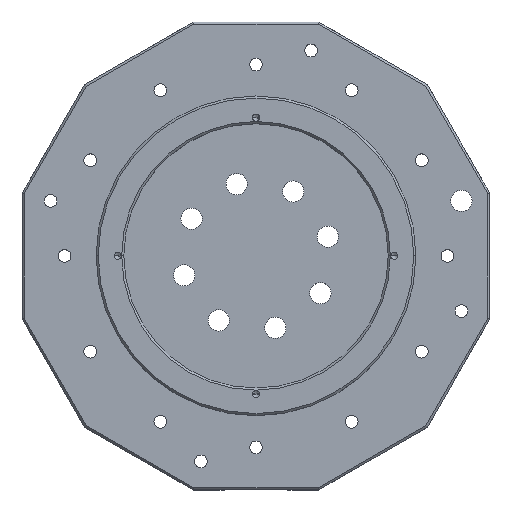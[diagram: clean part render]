
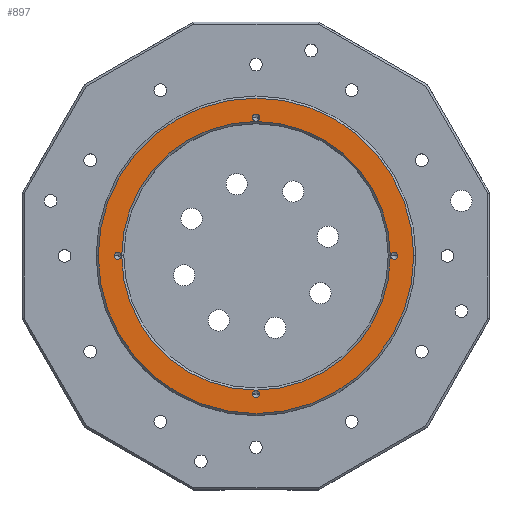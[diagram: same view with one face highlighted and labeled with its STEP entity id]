
A CAD part, top view. The second image highlights one B-rep face of the part: STEP entity #897.
In plain terms, the highlighted planar face has unit normal (0, 0, 1).
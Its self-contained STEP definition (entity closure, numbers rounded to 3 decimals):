
#186 = ORIENTED_EDGE ( 'NONE', *, *, #9299, .F. ) ;
#299 = DIRECTION ( 'NONE',  ( 0., 0., 1. ) ) ;
#335 = ORIENTED_EDGE ( 'NONE', *, *, #2374, .T. ) ;
#357 = CARTESIAN_POINT ( 'NONE',  ( 65., 0., -114.225 ) ) ;
#402 = CARTESIAN_POINT ( 'NONE',  ( 0., -65., -114.225 ) ) ;
#430 = FACE_OUTER_BOUND ( 'NONE', #9442, .T. ) ;
#491 = CARTESIAN_POINT ( 'NONE',  ( 0., 0., -114.225 ) ) ;
#538 = CIRCLE ( 'NONE', #7629, 1.666 ) ;
#561 = FACE_BOUND ( 'NONE', #11704, .T. ) ;
#897 = ADVANCED_FACE ( 'NONE', ( #9303, #430, #5439, #11277, #561, #2582 ), #2327, .T. ) ;
#1005 = EDGE_CURVE ( 'NONE', #2376, #7066, #11958, .T. ) ;
#1131 = CARTESIAN_POINT ( 'NONE',  ( -74.15, 0., -114.225 ) ) ;
#1482 = DIRECTION ( 'NONE',  ( 0., 0., 1. ) ) ;
#1507 = CARTESIAN_POINT ( 'NONE',  ( -63.15, 0., -114.225 ) ) ;
#1529 = CIRCLE ( 'NONE', #10249, 1.666 ) ;
#1706 = ORIENTED_EDGE ( 'NONE', *, *, #4616, .F. ) ;
#1724 = CIRCLE ( 'NONE', #8799, 1.666 ) ;
#1863 = CARTESIAN_POINT ( 'NONE',  ( 1.666, -65., -114.225 ) ) ;
#1945 = CARTESIAN_POINT ( 'NONE',  ( -65., 0., -114.225 ) ) ;
#2170 = AXIS2_PLACEMENT_3D ( 'NONE', #11574, #5867, #3069 ) ;
#2228 = CARTESIAN_POINT ( 'NONE',  ( 0., -65., -114.225 ) ) ;
#2242 = EDGE_CURVE ( 'NONE', #11868, #10336, #4493, .T. ) ;
#2327 = PLANE ( 'NONE',  #8920 ) ;
#2362 = DIRECTION ( 'NONE',  ( 1., 0., 0. ) ) ;
#2374 = EDGE_CURVE ( 'NONE', #11360, #7183, #9768, .T. ) ;
#2376 = VERTEX_POINT ( 'NONE', #9932 ) ;
#2445 = ORIENTED_EDGE ( 'NONE', *, *, #10774, .T. ) ;
#2447 = DIRECTION ( 'NONE',  ( 0., 0., 1. ) ) ;
#2540 = AXIS2_PLACEMENT_3D ( 'NONE', #6087, #8933, #9960 ) ;
#2582 = FACE_BOUND ( 'NONE', #11940, .T. ) ;
#2678 = DIRECTION ( 'NONE',  ( 0., 0., 1. ) ) ;
#2708 = DIRECTION ( 'NONE',  ( 0., 0., 1. ) ) ;
#3017 = EDGE_CURVE ( 'NONE', #9277, #11722, #9382, .T. ) ;
#3069 = DIRECTION ( 'NONE',  ( 1., 0., 0. ) ) ;
#3113 = CIRCLE ( 'NONE', #8983, 1.666 ) ;
#3122 = CARTESIAN_POINT ( 'NONE',  ( 74.15, 0., -114.225 ) ) ;
#3141 = AXIS2_PLACEMENT_3D ( 'NONE', #5663, #2678, #6485 ) ;
#3330 = CARTESIAN_POINT ( 'NONE',  ( -65., 0., -114.225 ) ) ;
#3363 = EDGE_CURVE ( 'NONE', #7481, #11605, #3113, .T. ) ;
#3473 = ORIENTED_EDGE ( 'NONE', *, *, #10129, .F. ) ;
#3658 = EDGE_LOOP ( 'NONE', ( #186, #10306 ) ) ;
#3683 = ORIENTED_EDGE ( 'NONE', *, *, #10521, .F. ) ;
#4493 = CIRCLE ( 'NONE', #5520, 74.15 ) ;
#4616 = EDGE_CURVE ( 'NONE', #11605, #7481, #11223, .T. ) ;
#5197 = VERTEX_POINT ( 'NONE', #7743 ) ;
#5309 = EDGE_CURVE ( 'NONE', #10336, #11868, #7605, .T. ) ;
#5371 = CIRCLE ( 'NONE', #3141, 1.666 ) ;
#5439 = FACE_BOUND ( 'NONE', #3658, .T. ) ;
#5502 = DIRECTION ( 'NONE',  ( 1., 0., 0. ) ) ;
#5520 = AXIS2_PLACEMENT_3D ( 'NONE', #10698, #2708, #11583 ) ;
#5663 = CARTESIAN_POINT ( 'NONE',  ( 0., 65., -114.225 ) ) ;
#5749 = AXIS2_PLACEMENT_3D ( 'NONE', #357, #1482, #7129 ) ;
#5813 = DIRECTION ( 'NONE',  ( 1., 0., 0. ) ) ;
#5867 = DIRECTION ( 'NONE',  ( 0., 0., -1. ) ) ;
#5889 = AXIS2_PLACEMENT_3D ( 'NONE', #1945, #6696, #5813 ) ;
#6036 = DIRECTION ( 'NONE',  ( 0., 0., 1. ) ) ;
#6062 = CARTESIAN_POINT ( 'NONE',  ( 0., 0., -114.225 ) ) ;
#6087 = CARTESIAN_POINT ( 'NONE',  ( 0., 0., -114.225 ) ) ;
#6255 = CARTESIAN_POINT ( 'NONE',  ( 0., 65., -114.225 ) ) ;
#6418 = EDGE_LOOP ( 'NONE', ( #8319, #1706 ) ) ;
#6485 = DIRECTION ( 'NONE',  ( 1., 0., 0. ) ) ;
#6696 = DIRECTION ( 'NONE',  ( 0., 0., 1. ) ) ;
#6948 = DIRECTION ( 'NONE',  ( 1., 0., 0. ) ) ;
#7066 = VERTEX_POINT ( 'NONE', #8047 ) ;
#7129 = DIRECTION ( 'NONE',  ( 1., 0., 0. ) ) ;
#7130 = CARTESIAN_POINT ( 'NONE',  ( 63.334, 0., -114.225 ) ) ;
#7136 = DIRECTION ( 'NONE',  ( 1., 0., 0. ) ) ;
#7163 = DIRECTION ( 'NONE',  ( 0., 0., 1. ) ) ;
#7183 = VERTEX_POINT ( 'NONE', #1507 ) ;
#7481 = VERTEX_POINT ( 'NONE', #12133 ) ;
#7605 = CIRCLE ( 'NONE', #2540, 74.15 ) ;
#7629 = AXIS2_PLACEMENT_3D ( 'NONE', #6255, #2447, #8218 ) ;
#7743 = CARTESIAN_POINT ( 'NONE',  ( -1.666, 65., -114.225 ) ) ;
#7850 = CARTESIAN_POINT ( 'NONE',  ( -1.666, -65., -114.225 ) ) ;
#7973 = AXIS2_PLACEMENT_3D ( 'NONE', #402, #8126, #2362 ) ;
#8047 = CARTESIAN_POINT ( 'NONE',  ( -63.334, 0., -114.225 ) ) ;
#8126 = DIRECTION ( 'NONE',  ( 0., 0., 1. ) ) ;
#8218 = DIRECTION ( 'NONE',  ( 1., 0., 0. ) ) ;
#8319 = ORIENTED_EDGE ( 'NONE', *, *, #3363, .F. ) ;
#8469 = ORIENTED_EDGE ( 'NONE', *, *, #9896, .F. ) ;
#8799 = AXIS2_PLACEMENT_3D ( 'NONE', #3330, #299, #7136 ) ;
#8841 = ORIENTED_EDGE ( 'NONE', *, *, #5309, .T. ) ;
#8910 = ORIENTED_EDGE ( 'NONE', *, *, #3017, .F. ) ;
#8920 = AXIS2_PLACEMENT_3D ( 'NONE', #491, #10074, #9107 ) ;
#8933 = DIRECTION ( 'NONE',  ( 0., 0., 1. ) ) ;
#8983 = AXIS2_PLACEMENT_3D ( 'NONE', #10269, #7163, #5502 ) ;
#9107 = DIRECTION ( 'NONE',  ( 1., 0., 0. ) ) ;
#9277 = VERTEX_POINT ( 'NONE', #7850 ) ;
#9299 = EDGE_CURVE ( 'NONE', #7066, #2376, #1724, .T. ) ;
#9303 = FACE_BOUND ( 'NONE', #10864, .T. ) ;
#9382 = CIRCLE ( 'NONE', #7973, 1.666 ) ;
#9442 = EDGE_LOOP ( 'NONE', ( #8841, #11124 ) ) ;
#9455 = CIRCLE ( 'NONE', #2170, 63.15 ) ;
#9768 = CIRCLE ( 'NONE', #10389, 63.15 ) ;
#9896 = EDGE_CURVE ( 'NONE', #12463, #5197, #5371, .T. ) ;
#9902 = CARTESIAN_POINT ( 'NONE',  ( 1.666, 65., -114.225 ) ) ;
#9909 = CARTESIAN_POINT ( 'NONE',  ( 63.15, 0., -114.225 ) ) ;
#9932 = CARTESIAN_POINT ( 'NONE',  ( -66.666, 0., -114.225 ) ) ;
#9960 = DIRECTION ( 'NONE',  ( 1., 0., 0. ) ) ;
#10074 = DIRECTION ( 'NONE',  ( 0., 0., 1. ) ) ;
#10095 = DIRECTION ( 'NONE',  ( 1., 0., 0. ) ) ;
#10129 = EDGE_CURVE ( 'NONE', #11722, #9277, #1529, .T. ) ;
#10249 = AXIS2_PLACEMENT_3D ( 'NONE', #2228, #6036, #10095 ) ;
#10269 = CARTESIAN_POINT ( 'NONE',  ( 65., 0., -114.225 ) ) ;
#10306 = ORIENTED_EDGE ( 'NONE', *, *, #1005, .F. ) ;
#10336 = VERTEX_POINT ( 'NONE', #1131 ) ;
#10389 = AXIS2_PLACEMENT_3D ( 'NONE', #6062, #10818, #6948 ) ;
#10521 = EDGE_CURVE ( 'NONE', #5197, #12463, #538, .T. ) ;
#10698 = CARTESIAN_POINT ( 'NONE',  ( 0., 0., -114.225 ) ) ;
#10774 = EDGE_CURVE ( 'NONE', #7183, #11360, #9455, .T. ) ;
#10818 = DIRECTION ( 'NONE',  ( 0., 0., -1. ) ) ;
#10864 = EDGE_LOOP ( 'NONE', ( #335, #2445 ) ) ;
#11124 = ORIENTED_EDGE ( 'NONE', *, *, #2242, .T. ) ;
#11223 = CIRCLE ( 'NONE', #5749, 1.666 ) ;
#11277 = FACE_BOUND ( 'NONE', #6418, .T. ) ;
#11360 = VERTEX_POINT ( 'NONE', #9909 ) ;
#11574 = CARTESIAN_POINT ( 'NONE',  ( 0., 0., -114.225 ) ) ;
#11583 = DIRECTION ( 'NONE',  ( 1., 0., 0. ) ) ;
#11605 = VERTEX_POINT ( 'NONE', #7130 ) ;
#11704 = EDGE_LOOP ( 'NONE', ( #8469, #3683 ) ) ;
#11722 = VERTEX_POINT ( 'NONE', #1863 ) ;
#11868 = VERTEX_POINT ( 'NONE', #3122 ) ;
#11940 = EDGE_LOOP ( 'NONE', ( #3473, #8910 ) ) ;
#11958 = CIRCLE ( 'NONE', #5889, 1.666 ) ;
#12133 = CARTESIAN_POINT ( 'NONE',  ( 66.666, 0., -114.225 ) ) ;
#12463 = VERTEX_POINT ( 'NONE', #9902 ) ;
